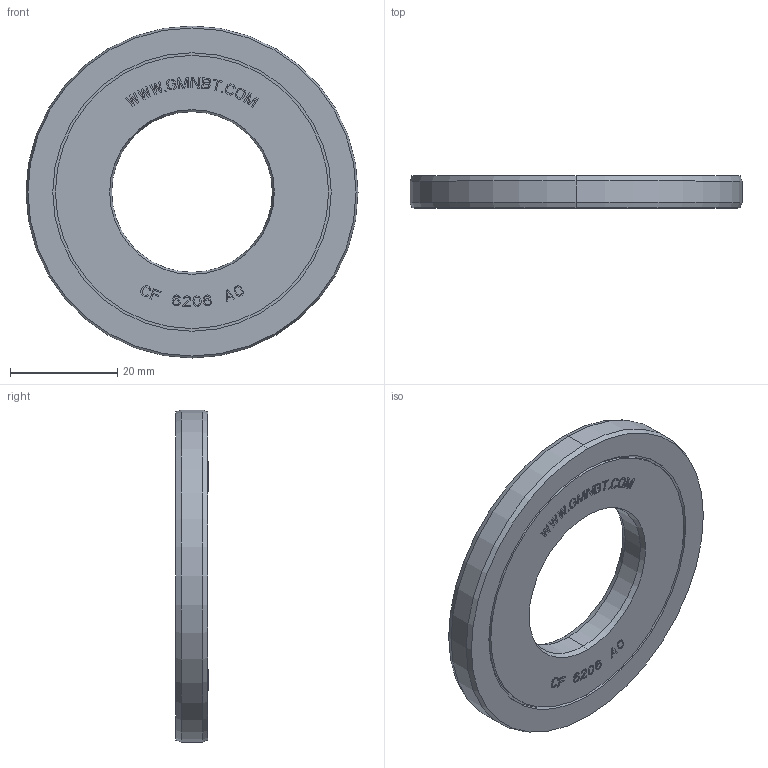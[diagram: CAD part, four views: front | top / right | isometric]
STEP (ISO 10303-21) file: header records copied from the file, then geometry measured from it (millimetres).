
FILE_DESCRIPTION((''),'2;1');
FILE_NAME('CF6206A0_PRT','2016-05-13T',('sales 4'),(''),'PRO/ENGINEER BY PARAMETRIC TECHNOLOGY CORPORATION, 2013150','PRO/ENGINEER BY PARAMETRIC TECHNOLOGY CORPORATION, 2013150','');
FILE_SCHEMA(('AUTOMOTIVE_DESIGN { 1 0 10303 214 1 1 1 1 }'));
Length unit declared in the file: millimetre
Products named in the file (1): CF6206A0_PRT
Bounding box: 62 x 6.05 x 62 mm (x, y, z)
Volume: 12618.2 mm3; surface area: 11637.5 mm2
Topology: 2 solids, 2 shells, 640 faces, 1777 edges, 1180 vertices
Faces by surface type: plane 598, cylinder 30, cone 12
Entity records: 26253 total; most frequent: CARTESIAN_POINT 3599, ORIENTED_EDGE 3554, DIRECTION 3127, PRESENTATION_STYLE_ASSIGNMENT 1849, STYLED_ITEM 1797, CURVE_STYLE 1777, EDGE_CURVE 1777, VECTOR 1707
